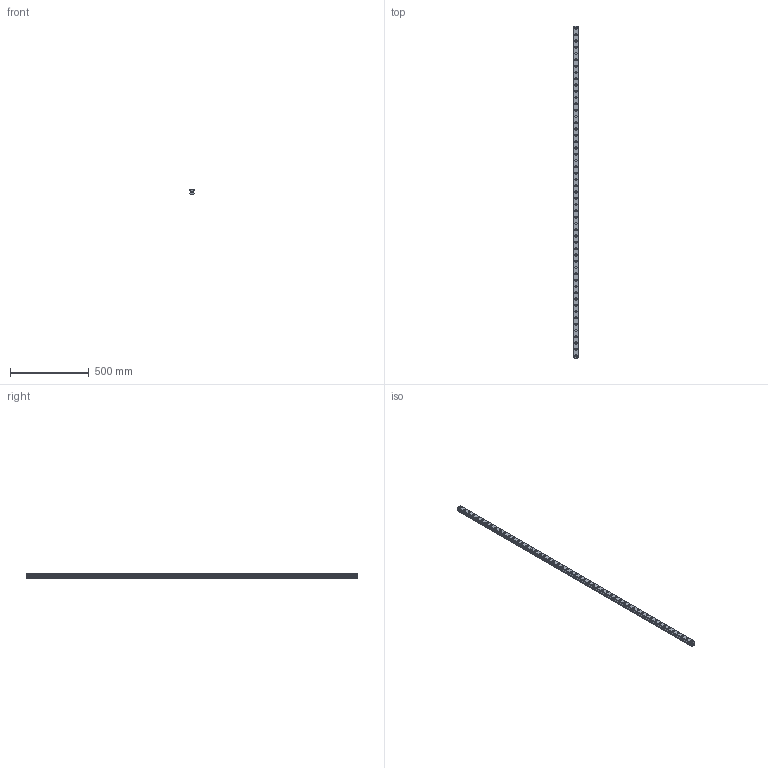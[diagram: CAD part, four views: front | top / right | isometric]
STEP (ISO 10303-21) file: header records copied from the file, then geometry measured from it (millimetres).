
FILE_DESCRIPTION(('STEP AP214'),'1');
FILE_NAME('cctmp_FB843B6F-ED6A-4517-B949-235751A04ED3_2021_03_11_13_07_50_0532..stp','2021-03-11T12:07:50',('HIWIN GmbH'),('CADClick - www.CADClick.com'),'Spatial InterOp 3D',' ','unknown authorization');
FILE_SCHEMA(('AUTOMOTIVE_DESIGN'));
Length unit declared in the file: millimetre
Products named in the file (1): RGR30R2110H_FILE
Bounding box: 28 x 2110 x 28 mm (x, y, z)
Volume: 1210182.8 mm3; surface area: 313607.4 mm2
Topology: 1 solids, 1 shells, 592 faces, 1281 edges, 854 vertices
Faces by surface type: cylinder 336, plane 256
Entity records: 21177 total; most frequent: DIRECTION 3139, CARTESIAN_POINT 2728, ORIENTED_EDGE 2562, EDGE_CURVE 1281, AXIS2_PLACEMENT_3D 1265, VERTEX_POINT 854, EDGE_LOOP 755, CIRCLE 672
